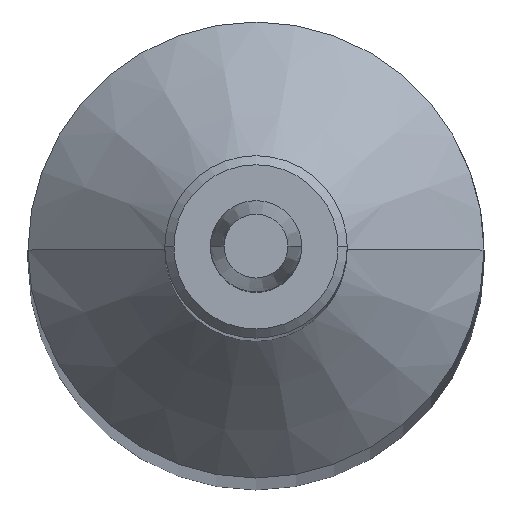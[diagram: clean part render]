
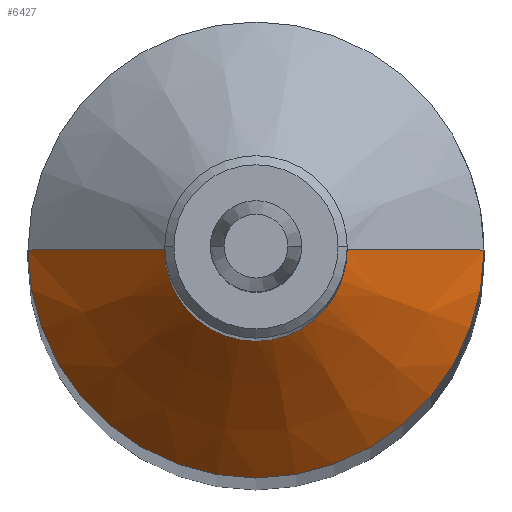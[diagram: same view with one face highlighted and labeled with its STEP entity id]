
A CAD part, top view. The second image highlights one B-rep face of the part: STEP entity #6427.
In plain terms, the highlighted conical face has half-angle 45 degrees and reference radius 2.5 mm.
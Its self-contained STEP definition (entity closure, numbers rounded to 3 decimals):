
#153 = CARTESIAN_POINT ( 'NONE',  ( 2.5, 0., -24.5 ) ) ;
#182 = ORIENTED_EDGE ( 'NONE', *, *, #5918, .F. ) ;
#537 = DIRECTION ( 'NONE',  ( -0.707, 0., -0.707 ) ) ;
#547 = VERTEX_POINT ( 'NONE', #3660 ) ;
#555 = EDGE_CURVE ( 'NONE', #4620, #8081, #1751, .T. ) ;
#835 = EDGE_CURVE ( 'NONE', #11777, #8081, #6909, .T. ) ;
#837 = DIRECTION ( 'NONE',  ( 1., 0., 0. ) ) ;
#1066 = EDGE_LOOP ( 'NONE', ( #9025, #182, #9267, #3958 ) ) ;
#1611 = DIRECTION ( 'NONE',  ( 0., 0., 1. ) ) ;
#1613 = DIRECTION ( 'NONE',  ( 0., 0., -1. ) ) ;
#1751 = LINE ( 'NONE', #153, #1765 ) ;
#1765 = VECTOR ( 'NONE', #7310, 1000. ) ;
#1849 = CARTESIAN_POINT ( 'NONE',  ( 0., 0., -24.5 ) ) ;
#1926 = CONICAL_SURFACE ( 'NONE', #7824, 2.5, 0.785 ) ;
#1969 = DIRECTION ( 'NONE',  ( 1., 0., 0. ) ) ;
#3332 = CARTESIAN_POINT ( 'NONE',  ( -2.5, 0., -24.5 ) ) ;
#3455 = CARTESIAN_POINT ( 'NONE',  ( 0., 0., -24.5 ) ) ;
#3660 = CARTESIAN_POINT ( 'NONE',  ( -1., 0., -23. ) ) ;
#3690 = DIRECTION ( 'NONE',  ( 0., 0., 1. ) ) ;
#3958 = ORIENTED_EDGE ( 'NONE', *, *, #835, .T. ) ;
#4620 = VERTEX_POINT ( 'NONE', #8434 ) ;
#4971 = CARTESIAN_POINT ( 'NONE',  ( -2.5, 0., -24.5 ) ) ;
#5383 = CARTESIAN_POINT ( 'NONE',  ( 0., 0., -23. ) ) ;
#5918 = EDGE_CURVE ( 'NONE', #547, #4620, #6370, .T. ) ;
#6370 = CIRCLE ( 'NONE', #10541, 1. ) ;
#6427 = ADVANCED_FACE ( 'NONE', ( #10855 ), #1926, .T. ) ;
#6909 = CIRCLE ( 'NONE', #9199, 2.5 ) ;
#7310 = DIRECTION ( 'NONE',  ( 0.707, 0., -0.707 ) ) ;
#7824 = AXIS2_PLACEMENT_3D ( 'NONE', #3455, #1613, #8880 ) ;
#8081 = VERTEX_POINT ( 'NONE', #8355 ) ;
#8355 = CARTESIAN_POINT ( 'NONE',  ( 2.5, 0., -24.5 ) ) ;
#8434 = CARTESIAN_POINT ( 'NONE',  ( 1., 0., -23. ) ) ;
#8813 = LINE ( 'NONE', #3332, #9545 ) ;
#8880 = DIRECTION ( 'NONE',  ( -1., 0., 0. ) ) ;
#9025 = ORIENTED_EDGE ( 'NONE', *, *, #555, .F. ) ;
#9199 = AXIS2_PLACEMENT_3D ( 'NONE', #1849, #3690, #1969 ) ;
#9267 = ORIENTED_EDGE ( 'NONE', *, *, #10714, .T. ) ;
#9545 = VECTOR ( 'NONE', #537, 1000. ) ;
#10541 = AXIS2_PLACEMENT_3D ( 'NONE', #5383, #1611, #837 ) ;
#10714 = EDGE_CURVE ( 'NONE', #547, #11777, #8813, .T. ) ;
#10855 = FACE_OUTER_BOUND ( 'NONE', #1066, .T. ) ;
#11777 = VERTEX_POINT ( 'NONE', #4971 ) ;
